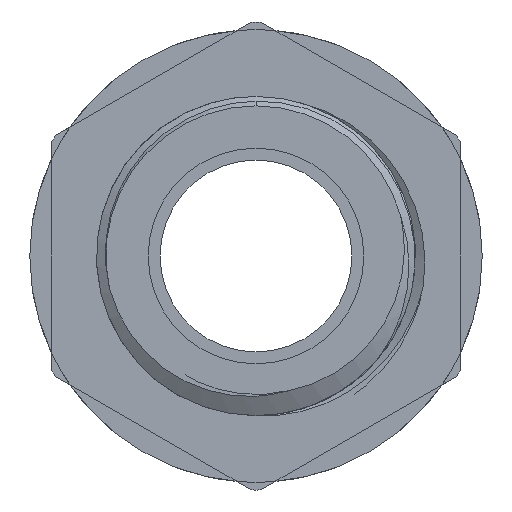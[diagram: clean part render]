
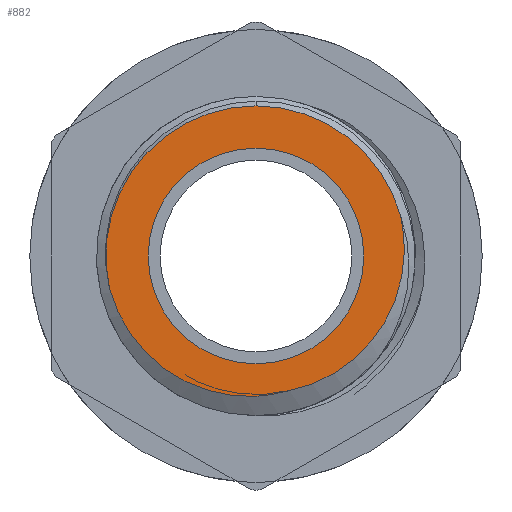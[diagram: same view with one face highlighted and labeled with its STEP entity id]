
A CAD part, front view. The second image highlights one B-rep face of the part: STEP entity #882.
In plain terms, the highlighted planar face has unit normal (0, -1, 0).
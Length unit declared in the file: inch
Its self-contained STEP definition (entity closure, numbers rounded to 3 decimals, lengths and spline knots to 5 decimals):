
#47 = DIRECTION ( 'NONE',  ( 0., 0., -1. ) ) ;
#388 = AXIS2_PLACEMENT_3D ( 'NONE', #11282, #5627, #12180 ) ;
#515 = B_SPLINE_CURVE_WITH_KNOTS ( 'NONE', 3,
 ( #12189, #11293, #767, #7659, #1781, #8599, #2771, #9516, #3751, #10415, #4712, #11333, #5677, #12222, #6697, #819, #7700, #1820, #8643, #2818, #9551, #3788, #10464, #4747 ),
 .UNSPECIFIED., .F., .F.,
 ( 4, 2, 2, 2, 2, 2, 2, 2, 2, 2, 2, 4 ),
 ( 0., 0.00154, 0.00231, 0.00308, 0.00462, 0.0054, 0.00617, 0.00771, 0.00925, 0.01002, 0.01079, 0.01233 ),
 .UNSPECIFIED. ) ;
#736 = CARTESIAN_POINT ( 'NONE',  ( 0., -0.59, -0.22825 ) ) ;
#767 = CARTESIAN_POINT ( 'NONE',  ( 0.10968, -0.59, -0.27488 ) ) ;
#819 = CARTESIAN_POINT ( 'NONE',  ( 0.30062, -0.59, -0.07716 ) ) ;
#882 = ADVANCED_FACE ( 'NONE', ( #1834, #2142 ), #2586, .F. ) ;
#889 = CARTESIAN_POINT ( 'NONE',  ( -0.20735, -0.59, -0.22806 ) ) ;
#934 = CARTESIAN_POINT ( 'NONE',  ( 0.05049, -0.59, -0.29054 ) ) ;
#1781 = CARTESIAN_POINT ( 'NONE',  ( 0.14686, -0.59, -0.25881 ) ) ;
#1820 = CARTESIAN_POINT ( 'NONE',  ( 0.3111, -0.59, -0.0277 ) ) ;
#1834 = FACE_OUTER_BOUND ( 'NONE', #11417, .T. ) ;
#1855 = CARTESIAN_POINT ( 'NONE',  ( -0.30734, -0.59, -0.07833 ) ) ;
#1904 = CARTESIAN_POINT ( 'NONE',  ( -0.18289, -0.59, -0.24626 ) ) ;
#2142 = FACE_BOUND ( 'NONE', #4944, .T. ) ;
#2195 = DIRECTION ( 'NONE',  ( 0., 0., 1. ) ) ;
#2245 = DIRECTION ( 'NONE',  ( 0., 1., 0. ) ) ;
#2315 = VERTEX_POINT ( 'NONE', #5213 ) ;
#2586 = PLANE ( 'NONE',  #11295 ) ;
#2599 = ORIENTED_EDGE ( 'NONE', *, *, #4112, .T. ) ;
#2771 = CARTESIAN_POINT ( 'NONE',  ( 0.17357, -0.59, -0.24366 ) ) ;
#2818 = CARTESIAN_POINT ( 'NONE',  ( 0.31376, -0.59, 0.00276 ) ) ;
#2893 = CARTESIAN_POINT ( 'NONE',  ( -0.14782, -0.59, -0.26701 ) ) ;
#3179 = EDGE_CURVE ( 'NONE', #5323, #4660, #11876, .T. ) ;
#3317 = CARTESIAN_POINT ( 'NONE',  ( 0., -0.59, 0. ) ) ;
#3323 = ORIENTED_EDGE ( 'NONE', *, *, #4964, .F. ) ;
#3451 = ORIENTED_EDGE ( 'NONE', *, *, #3179, .T. ) ;
#3583 = B_SPLINE_CURVE_WITH_KNOTS ( 'NONE', 3,
 ( #8672, #1855, #3821, #10488, #4787, #11399, #5757, #12288, #6771, #889, #7780, #1904, #8712, #2893, #9623, #3861, #10523, #4825, #11443, #5793, #12326, #6814, #934, #7815 ),
 .UNSPECIFIED., .F., .F.,
 ( 4, 2, 2, 2, 2, 2, 2, 2, 2, 2, 2, 4 ),
 ( 0.01089, 0.01166, 0.01243, 0.01397, 0.01551, 0.01628, 0.01705, 0.01859, 0.01936, 0.02013, 0.02167, 0.02321 ),
 .UNSPECIFIED. ) ;
#3698 = AXIS2_PLACEMENT_3D ( 'NONE', #11533, #5907, #47 ) ;
#3751 = CARTESIAN_POINT ( 'NONE',  ( 0.21407, -0.59, -0.21326 ) ) ;
#3788 = CARTESIAN_POINT ( 'NONE',  ( 0.31317, -0.59, 0.0435 ) ) ;
#3821 = CARTESIAN_POINT ( 'NONE',  ( -0.30416, -0.59, -0.0881 ) ) ;
#3861 = CARTESIAN_POINT ( 'NONE',  ( -0.10054, -0.59, -0.28486 ) ) ;
#3921 = DIRECTION ( 'NONE',  ( 0., -1., 0. ) ) ;
#4112 = EDGE_CURVE ( 'NONE', #12281, #5323, #11018, .T. ) ;
#4131 = CARTESIAN_POINT ( 'NONE',  ( 0., -0.59, 0. ) ) ;
#4660 = VERTEX_POINT ( 'NONE', #9031 ) ;
#4712 = CARTESIAN_POINT ( 'NONE',  ( 0.24199, -0.59, -0.18346 ) ) ;
#4747 = CARTESIAN_POINT ( 'NONE',  ( 0.30633, -0.59, 0.08346 ) ) ;
#4787 = CARTESIAN_POINT ( 'NONE',  ( -0.29289, -0.59, -0.11635 ) ) ;
#4825 = CARTESIAN_POINT ( 'NONE',  ( -0.07073, -0.59, -0.29206 ) ) ;
#4944 = EDGE_LOOP ( 'NONE', ( #10258, #3323 ) ) ;
#4964 = EDGE_CURVE ( 'NONE', #2315, #7315, #6333, .T. ) ;
#5108 = DIRECTION ( 'NONE',  ( 0., 0., 1. ) ) ;
#5213 = CARTESIAN_POINT ( 'NONE',  ( 0., -0.59, 0.22825 ) ) ;
#5323 = VERTEX_POINT ( 'NONE', #6795 ) ;
#5627 = DIRECTION ( 'NONE',  ( 0., -1., 0. ) ) ;
#5677 = CARTESIAN_POINT ( 'NONE',  ( 0.26042, -0.59, -0.15915 ) ) ;
#5757 = CARTESIAN_POINT ( 'NONE',  ( -0.26873, -0.59, -0.16074 ) ) ;
#5793 = CARTESIAN_POINT ( 'NONE',  ( -0.0306, -0.59, -0.29737 ) ) ;
#5907 = DIRECTION ( 'NONE',  ( 0., -1., 0. ) ) ;
#6333 = CIRCLE ( 'NONE', #3698, 0.22825 ) ;
#6697 = CARTESIAN_POINT ( 'NONE',  ( 0.28591, -0.59, -0.11533 ) ) ;
#6771 = CARTESIAN_POINT ( 'NONE',  ( -0.23006, -0.59, -0.20801 ) ) ;
#6795 = CARTESIAN_POINT ( 'NONE',  ( 0., -0.59, 0.3175 ) ) ;
#6814 = CARTESIAN_POINT ( 'NONE',  ( 0.03036, -0.59, -0.29438 ) ) ;
#7060 = AXIS2_PLACEMENT_3D ( 'NONE', #4131, #10795, #5108 ) ;
#7315 = VERTEX_POINT ( 'NONE', #736 ) ;
#7437 = ORIENTED_EDGE ( 'NONE', *, *, #7909, .T. ) ;
#7659 = CARTESIAN_POINT ( 'NONE',  ( 0.1377, -0.59, -0.26319 ) ) ;
#7700 = CARTESIAN_POINT ( 'NONE',  ( 0.30598, -0.59, -0.05763 ) ) ;
#7780 = CARTESIAN_POINT ( 'NONE',  ( -0.19944, -0.59, -0.23438 ) ) ;
#7815 = CARTESIAN_POINT ( 'NONE',  ( 0.07011, -0.59, -0.28459 ) ) ;
#7909 = EDGE_CURVE ( 'NONE', #11027, #12281, #515, .T. ) ;
#7930 = CARTESIAN_POINT ( 'NONE',  ( 0.30633, -0.59, 0.08346 ) ) ;
#8599 = CARTESIAN_POINT ( 'NONE',  ( 0.16481, -0.59, -0.24904 ) ) ;
#8643 = CARTESIAN_POINT ( 'NONE',  ( 0.31232, -0.59, -0.01762 ) ) ;
#8672 = CARTESIAN_POINT ( 'NONE',  ( -0.31002, -0.59, -0.06851 ) ) ;
#8712 = CARTESIAN_POINT ( 'NONE',  ( -0.17424, -0.59, -0.25183 ) ) ;
#9031 = CARTESIAN_POINT ( 'NONE',  ( -0.31002, -0.59, -0.06851 ) ) ;
#9137 = CARTESIAN_POINT ( 'NONE',  ( 0.07011, -0.59, -0.28459 ) ) ;
#9516 = CARTESIAN_POINT ( 'NONE',  ( 0.19868, -0.59, -0.22639 ) ) ;
#9551 = CARTESIAN_POINT ( 'NONE',  ( 0.31397, -0.59, 0.01303 ) ) ;
#9623 = CARTESIAN_POINT ( 'NONE',  ( -0.1294, -0.59, -0.27527 ) ) ;
#9669 = CARTESIAN_POINT ( 'NONE',  ( 0., -0.59, 0. ) ) ;
#10209 = EDGE_CURVE ( 'NONE', #4660, #11027, #3583, .T. ) ;
#10258 = ORIENTED_EDGE ( 'NONE', *, *, #11521, .F. ) ;
#10415 = CARTESIAN_POINT ( 'NONE',  ( 0.23523, -0.59, -0.19123 ) ) ;
#10464 = CARTESIAN_POINT ( 'NONE',  ( 0.31071, -0.59, 0.06359 ) ) ;
#10488 = CARTESIAN_POINT ( 'NONE',  ( -0.29694, -0.59, -0.10709 ) ) ;
#10523 = CARTESIAN_POINT ( 'NONE',  ( -0.09068, -0.59, -0.2876 ) ) ;
#10582 = DIRECTION ( 'NONE',  ( 0., 0., -1. ) ) ;
#10795 = DIRECTION ( 'NONE',  ( 0., -1., 0. ) ) ;
#10880 = ORIENTED_EDGE ( 'NONE', *, *, #10209, .T. ) ;
#11018 = CIRCLE ( 'NONE', #7060, 0.3175 ) ;
#11027 = VERTEX_POINT ( 'NONE', #9137 ) ;
#11282 = CARTESIAN_POINT ( 'NONE',  ( 0., -0.59, 0. ) ) ;
#11293 = CARTESIAN_POINT ( 'NONE',  ( 0.09027, -0.59, -0.28074 ) ) ;
#11295 = AXIS2_PLACEMENT_3D ( 'NONE', #3317, #2245, #2195 ) ;
#11333 = CARTESIAN_POINT ( 'NONE',  ( 0.25457, -0.59, -0.16743 ) ) ;
#11341 = AXIS2_PLACEMENT_3D ( 'NONE', #9669, #3921, #10582 ) ;
#11399 = CARTESIAN_POINT ( 'NONE',  ( -0.27945, -0.59, -0.14349 ) ) ;
#11417 = EDGE_LOOP ( 'NONE', ( #10880, #7437, #2599, #3451 ) ) ;
#11443 = CARTESIAN_POINT ( 'NONE',  ( -0.06072, -0.59, -0.29376 ) ) ;
#11521 = EDGE_CURVE ( 'NONE', #7315, #2315, #12279, .T. ) ;
#11533 = CARTESIAN_POINT ( 'NONE',  ( 0., -0.59, 0. ) ) ;
#11876 = CIRCLE ( 'NONE', #388, 0.3175 ) ;
#12180 = DIRECTION ( 'NONE',  ( 0., 0., 1. ) ) ;
#12189 = CARTESIAN_POINT ( 'NONE',  ( 0.07011, -0.59, -0.28459 ) ) ;
#12222 = CARTESIAN_POINT ( 'NONE',  ( 0.27671, -0.59, -0.13354 ) ) ;
#12279 = CIRCLE ( 'NONE', #11341, 0.22825 ) ;
#12281 = VERTEX_POINT ( 'NONE', #7930 ) ;
#12288 = CARTESIAN_POINT ( 'NONE',  ( -0.24386, -0.59, -0.19322 ) ) ;
#12326 = CARTESIAN_POINT ( 'NONE',  ( -0.01037, -0.59, -0.29779 ) ) ;
